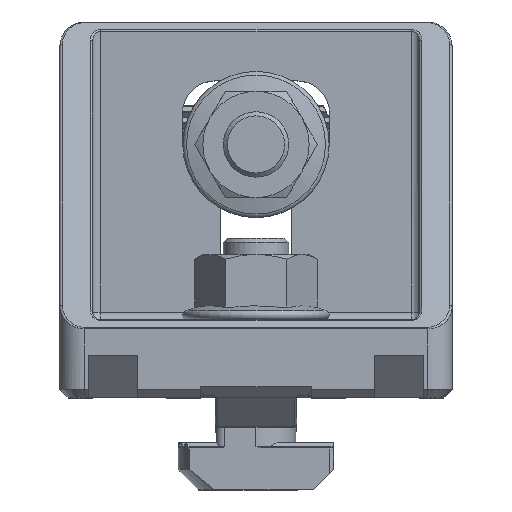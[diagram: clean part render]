
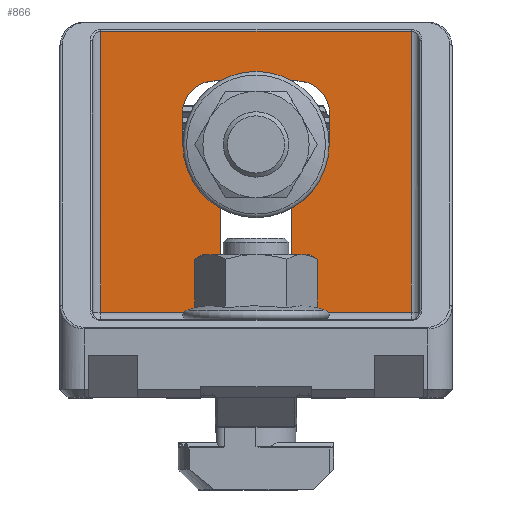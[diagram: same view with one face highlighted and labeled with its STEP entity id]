
A CAD part, top view. The second image highlights one B-rep face of the part: STEP entity #866.
In plain terms, the highlighted planar face has unit normal (0, 0, 1).
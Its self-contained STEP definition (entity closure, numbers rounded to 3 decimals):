
#866=ADVANCED_FACE('',(#1476,#1477),#1478,.F.);
#1476=FACE_BOUND('',#2495,.T.);
#1477=FACE_OUTER_BOUND('',#2496,.T.);
#1478=PLANE('',#2497);
#2495=EDGE_LOOP('',(#4836,#4837,#4838,#4839,#4840,#4841,#4842,#4843,#4844,#4845,#4846,#4847,#4848,#4849,#4850,#4851));
#2496=EDGE_LOOP('',(#4852,#4853,#4854,#4855));
#2497=AXIS2_PLACEMENT_3D('',#4856,#4857,#4858);
#4836=ORIENTED_EDGE('',*,*,#7631,.F.);
#4837=ORIENTED_EDGE('',*,*,#7632,.F.);
#4838=ORIENTED_EDGE('',*,*,#7633,.F.);
#4839=ORIENTED_EDGE('',*,*,#7634,.F.);
#4840=ORIENTED_EDGE('',*,*,#7635,.T.);
#4841=ORIENTED_EDGE('',*,*,#7636,.F.);
#4842=ORIENTED_EDGE('',*,*,#7637,.F.);
#4843=ORIENTED_EDGE('',*,*,#7638,.F.);
#4844=ORIENTED_EDGE('',*,*,#7639,.T.);
#4845=ORIENTED_EDGE('',*,*,#7640,.F.);
#4846=ORIENTED_EDGE('',*,*,#7641,.T.);
#4847=ORIENTED_EDGE('',*,*,#7642,.F.);
#4848=ORIENTED_EDGE('',*,*,#7643,.F.);
#4849=ORIENTED_EDGE('',*,*,#7644,.F.);
#4850=ORIENTED_EDGE('',*,*,#7305,.T.);
#4851=ORIENTED_EDGE('',*,*,#7645,.F.);
#4852=ORIENTED_EDGE('',*,*,#7646,.F.);
#4853=ORIENTED_EDGE('',*,*,#7298,.F.);
#4854=ORIENTED_EDGE('',*,*,#7301,.F.);
#4855=ORIENTED_EDGE('',*,*,#7647,.F.);
#4856=CARTESIAN_POINT('',(-20.0,45.0,9.5));
#4857=DIRECTION('',(0.0,0.,-1.0));
#4858=DIRECTION('',(0.0,1.0,0.));
#7298=EDGE_CURVE('',#8606,#8602,#8608,.T.);
#7301=EDGE_CURVE('',#8612,#8606,#8614,.F.);
#7305=EDGE_CURVE('',#8621,#8619,#8622,.F.);
#7631=EDGE_CURVE('',#9211,#9212,#9213,.T.);
#7632=EDGE_CURVE('',#9214,#9211,#9215,.F.);
#7633=EDGE_CURVE('',#9216,#9214,#9217,.T.);
#7634=EDGE_CURVE('',#9218,#9216,#9219,.T.);
#7635=EDGE_CURVE('',#9218,#9220,#9221,.F.);
#7636=EDGE_CURVE('',#9222,#9220,#9223,.T.);
#7637=EDGE_CURVE('',#9224,#9222,#9225,.F.);
#7638=EDGE_CURVE('',#9226,#9224,#9227,.T.);
#7639=EDGE_CURVE('',#9226,#9228,#9229,.F.);
#7640=EDGE_CURVE('',#9230,#9228,#9231,.T.);
#7641=EDGE_CURVE('',#9230,#9232,#9233,.T.);
#7642=EDGE_CURVE('',#9234,#9232,#9235,.F.);
#7643=EDGE_CURVE('',#9236,#9234,#9237,.F.);
#7644=EDGE_CURVE('',#8621,#9236,#9238,.T.);
#7645=EDGE_CURVE('',#9212,#8619,#9239,.F.);
#7646=EDGE_CURVE('',#8602,#9240,#9241,.T.);
#7647=EDGE_CURVE('',#9240,#8612,#9242,.F.);
#8602=VERTEX_POINT('',#10734);
#8606=VERTEX_POINT('',#10748);
#8608=LINE('',#10750,#10751);
#8612=VERTEX_POINT('',#10756);
#8614=LINE('',#10758,#10759);
#8619=VERTEX_POINT('',#10764);
#8621=VERTEX_POINT('',#10767);
#8622=CIRCLE('',#10768,1.0);
#9211=VERTEX_POINT('',#12008);
#9212=VERTEX_POINT('',#12009);
#9213=CIRCLE('',#12010,4.0);
#9214=VERTEX_POINT('',#12011);
#9215=LINE('',#12012,#12013);
#9216=VERTEX_POINT('',#12014);
#9217=CIRCLE('',#12015,4.0);
#9218=VERTEX_POINT('',#12016);
#9219=LINE('',#12017,#12018);
#9220=VERTEX_POINT('',#12019);
#9221=CIRCLE('',#12020,1.0);
#9222=VERTEX_POINT('',#12021);
#9223=LINE('',#12022,#12023);
#9224=VERTEX_POINT('',#12024);
#9225=CIRCLE('',#12025,1.0);
#9226=VERTEX_POINT('',#12026);
#9227=LINE('',#12027,#12028);
#9228=VERTEX_POINT('',#12029);
#9229=CIRCLE('',#12030,1.0);
#9230=VERTEX_POINT('',#12031);
#9231=LINE('',#12032,#12033);
#9232=VERTEX_POINT('',#12034);
#9233=CIRCLE('',#12035,1.0);
#9234=VERTEX_POINT('',#12036);
#9235=LINE('',#12037,#12038);
#9236=VERTEX_POINT('',#12039);
#9237=CIRCLE('',#12040,1.0);
#9238=LINE('',#12041,#12042);
#9239=LINE('',#12043,#12044);
#9240=VERTEX_POINT('',#12045);
#9241=LINE('',#12046,#12047);
#9242=LINE('',#12048,#12049);
#10734=CARTESIAN_POINT('',(-19.0,44.876,9.5));
#10748=CARTESIAN_POINT('',(-19.0,10.5,9.5));
#10750=CARTESIAN_POINT('',(-19.0,45.0,9.5));
#10751=VECTOR('',#13694,1.0);
#10756=CARTESIAN_POINT('',(19.0,10.5,9.5));
#10758=CARTESIAN_POINT('',(-20.0,10.5,9.5));
#10759=VECTOR('',#13699,1.0);
#10764=CARTESIAN_POINT('',(-9.0,31.1,9.5));
#10767=CARTESIAN_POINT('',(-8.0,30.1,9.5));
#10768=AXIS2_PLACEMENT_3D('',#13707,#13708,#13709);
#12008=CARTESIAN_POINT('',(-5.0,38.8,9.5));
#12009=CARTESIAN_POINT('',(-9.0,34.8,9.5));
#12010=AXIS2_PLACEMENT_3D('',#14219,#14220,#14221);
#12011=CARTESIAN_POINT('',(5.0,38.8,9.5));
#12012=CARTESIAN_POINT('',(-20.0,38.8,9.5));
#12013=VECTOR('',#14222,1.0);
#12014=CARTESIAN_POINT('',(9.0,34.8,9.5));
#12015=AXIS2_PLACEMENT_3D('',#14223,#14224,#14225);
#12016=CARTESIAN_POINT('',(9.0,31.1,9.5));
#12017=CARTESIAN_POINT('',(9.0,45.0,9.5));
#12018=VECTOR('',#14226,1.0);
#12019=CARTESIAN_POINT('',(8.0,30.1,9.5));
#12020=AXIS2_PLACEMENT_3D('',#14227,#14228,#14229);
#12021=CARTESIAN_POINT('',(5.35,30.1,9.5));
#12022=CARTESIAN_POINT('',(-20.0,30.1,9.5));
#12023=VECTOR('',#14230,1.0);
#12024=CARTESIAN_POINT('',(4.35,29.1,9.5));
#12025=AXIS2_PLACEMENT_3D('',#14231,#14232,#14233);
#12026=CARTESIAN_POINT('',(4.35,16.783,9.5));
#12027=CARTESIAN_POINT('',(4.35,45.0,9.5));
#12028=VECTOR('',#14234,1.0);
#12029=CARTESIAN_POINT('',(3.533,15.8,9.5));
#12030=AXIS2_PLACEMENT_3D('',#14235,#14236,#14237);
#12031=CARTESIAN_POINT('',(-3.533,15.8,9.5));
#12032=CARTESIAN_POINT('',(-20.0,15.8,9.5));
#12033=VECTOR('',#14238,1.0);
#12034=CARTESIAN_POINT('',(-4.35,16.783,9.5));
#12035=AXIS2_PLACEMENT_3D('',#14239,#14240,#14241);
#12036=CARTESIAN_POINT('',(-4.35,29.1,9.5));
#12037=CARTESIAN_POINT('',(-4.35,45.0,9.5));
#12038=VECTOR('',#14242,1.0);
#12039=CARTESIAN_POINT('',(-5.35,30.1,9.5));
#12040=AXIS2_PLACEMENT_3D('',#14243,#14244,#14245);
#12041=CARTESIAN_POINT('',(-20.0,30.1,9.5));
#12042=VECTOR('',#14246,1.0);
#12043=CARTESIAN_POINT('',(-9.0,45.0,9.5));
#12044=VECTOR('',#14247,1.0);
#12045=CARTESIAN_POINT('',(19.0,44.876,9.5));
#12046=CARTESIAN_POINT('',(-20.0,44.876,9.5));
#12047=VECTOR('',#14248,1.0);
#12048=CARTESIAN_POINT('',(19.0,45.0,9.5));
#12049=VECTOR('',#14249,1.0);
#13694=DIRECTION('',(0.0,1.0,0.));
#13699=DIRECTION('',(1.0,0.0,0.0));
#13707=CARTESIAN_POINT('',(-8.0,31.1,9.5));
#13708=DIRECTION('',(0.0,0.0,1.0));
#13709=DIRECTION('',(1.0,0.0,0.0));
#14219=CARTESIAN_POINT('',(-5.0,34.8,9.5));
#14220=DIRECTION('',(0.0,0.0,1.0));
#14221=DIRECTION('',(1.0,0.0,0.0));
#14222=DIRECTION('',(1.0,0.0,0.0));
#14223=CARTESIAN_POINT('',(5.0,34.8,9.5));
#14224=DIRECTION('',(0.0,0.0,1.0));
#14225=DIRECTION('',(1.0,0.0,0.0));
#14226=DIRECTION('',(0.0,1.0,0.));
#14227=CARTESIAN_POINT('',(8.0,31.1,9.5));
#14228=DIRECTION('',(0.0,0.0,1.0));
#14229=DIRECTION('',(1.0,0.0,0.0));
#14230=DIRECTION('',(1.0,0.0,0.0));
#14231=CARTESIAN_POINT('',(5.35,29.1,9.5));
#14232=DIRECTION('',(0.0,0.0,1.0));
#14233=DIRECTION('',(1.0,0.0,0.0));
#14234=DIRECTION('',(0.0,1.0,0.));
#14235=CARTESIAN_POINT('',(3.35,16.783,9.5));
#14236=DIRECTION('',(0.,0.,1.0));
#14237=DIRECTION('',(0.0,-1.0,0.));
#14238=DIRECTION('',(1.0,0.0,0.0));
#14239=CARTESIAN_POINT('',(-3.35,16.783,9.5));
#14240=DIRECTION('',(0.,0.,-1.0));
#14241=DIRECTION('',(0.0,1.0,0.));
#14242=DIRECTION('',(0.0,1.0,0.));
#14243=CARTESIAN_POINT('',(-5.35,29.1,9.5));
#14244=DIRECTION('',(0.0,0.0,1.0));
#14245=DIRECTION('',(1.0,0.0,0.0));
#14246=DIRECTION('',(1.0,0.0,0.0));
#14247=DIRECTION('',(0.0,1.0,0.));
#14248=DIRECTION('',(1.0,0.0,0.0));
#14249=DIRECTION('',(0.0,1.0,0.));
